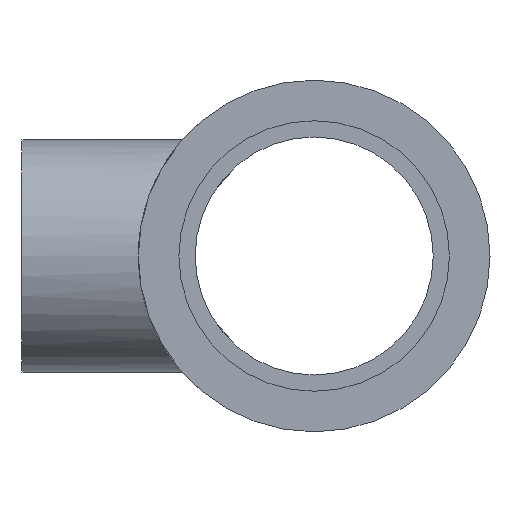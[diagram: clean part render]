
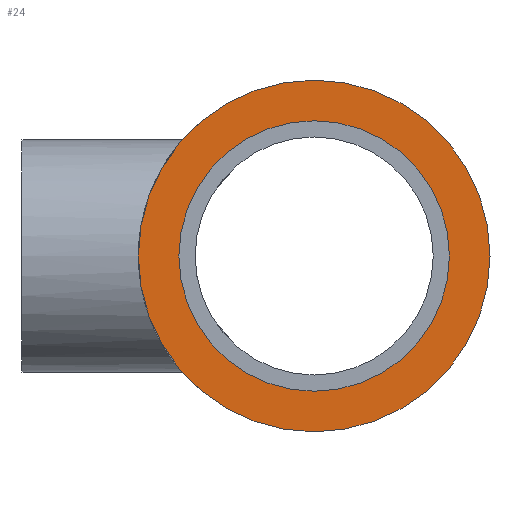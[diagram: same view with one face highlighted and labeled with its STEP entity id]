
A CAD part, left-side view. The second image highlights one B-rep face of the part: STEP entity #24.
In plain terms, the highlighted planar face has unit normal (-1, 0, 0).
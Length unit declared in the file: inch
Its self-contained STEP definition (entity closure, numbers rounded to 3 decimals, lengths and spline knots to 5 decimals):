
#2 = DIRECTION ( 'NONE',  ( 0., 0., -1. ) ) ;
#4 = DIRECTION ( 'NONE',  ( 1., 0., 0. ) ) ;
#24 = ADVANCED_FACE ( 'NONE', ( #273, #388 ), #158, .F. ) ;
#41 = CARTESIAN_POINT ( 'NONE',  ( -3.30709, 0., 0. ) ) ;
#44 = ORIENTED_EDGE ( 'NONE', *, *, #211, .F. ) ;
#126 = ORIENTED_EDGE ( 'NONE', *, *, #439, .F. ) ;
#158 = PLANE ( 'NONE',  #222 ) ;
#185 = CARTESIAN_POINT ( 'NONE',  ( -3.30709, 0., -1.27953 ) ) ;
#209 = CIRCLE ( 'NONE', #247, 0.98425 ) ;
#211 = EDGE_CURVE ( 'NONE', #555, #555, #209, .T. ) ;
#222 = AXIS2_PLACEMENT_3D ( 'NONE', #352, #396, #2 ) ;
#247 = AXIS2_PLACEMENT_3D ( 'NONE', #475, #382, #391 ) ;
#273 = FACE_OUTER_BOUND ( 'NONE', #331, .T. ) ;
#279 = CIRCLE ( 'NONE', #556, 1.27953 ) ;
#280 = CARTESIAN_POINT ( 'NONE',  ( -3.30709, 0., -0.98425 ) ) ;
#331 = EDGE_LOOP ( 'NONE', ( #126 ) ) ;
#337 = EDGE_LOOP ( 'NONE', ( #44 ) ) ;
#352 = CARTESIAN_POINT ( 'NONE',  ( -3.30709, 0., 0. ) ) ;
#382 = DIRECTION ( 'NONE',  ( -1., 0., 0. ) ) ;
#387 = DIRECTION ( 'NONE',  ( 0., 0., -1. ) ) ;
#388 = FACE_BOUND ( 'NONE', #337, .T. ) ;
#391 = DIRECTION ( 'NONE',  ( 0., 0., -1. ) ) ;
#396 = DIRECTION ( 'NONE',  ( 1., 0., 0. ) ) ;
#439 = EDGE_CURVE ( 'NONE', #448, #448, #279, .T. ) ;
#448 = VERTEX_POINT ( 'NONE', #185 ) ;
#475 = CARTESIAN_POINT ( 'NONE',  ( -3.30709, 0., 0. ) ) ;
#555 = VERTEX_POINT ( 'NONE', #280 ) ;
#556 = AXIS2_PLACEMENT_3D ( 'NONE', #41, #4, #387 ) ;
